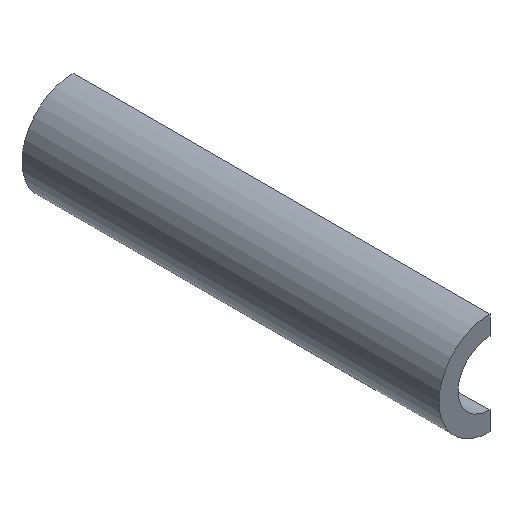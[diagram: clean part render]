
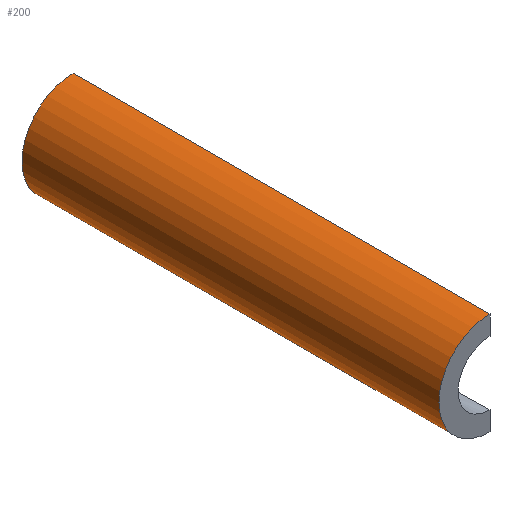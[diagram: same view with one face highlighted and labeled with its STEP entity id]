
A CAD part, isometric view. The second image highlights one B-rep face of the part: STEP entity #200.
In plain terms, the highlighted cylindrical face has radius 6 mm (diameter 12 mm), a partial arc.
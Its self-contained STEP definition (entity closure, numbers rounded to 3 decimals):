
#16=CIRCLE('',#226,6.);
#17=CIRCLE('',#227,6.);
#20=CYLINDRICAL_SURFACE('',#225,6.);
#24=FACE_OUTER_BOUND('',#35,.T.);
#35=EDGE_LOOP('',(#150,#151,#152,#153));
#47=LINE('',#304,#70);
#51=LINE('',#313,#74);
#70=VECTOR('',#245,10.);
#74=VECTOR('',#251,10.);
#93=VERTEX_POINT('',#301);
#94=VERTEX_POINT('',#303);
#97=VERTEX_POINT('',#310);
#98=VERTEX_POINT('',#312);
#111=EDGE_CURVE('',#94,#93,#47,.T.);
#115=EDGE_CURVE('',#98,#97,#51,.T.);
#122=EDGE_CURVE('',#97,#94,#16,.T.);
#123=EDGE_CURVE('',#98,#93,#17,.T.);
#150=ORIENTED_EDGE('',*,*,#115,.T.);
#151=ORIENTED_EDGE('',*,*,#122,.T.);
#152=ORIENTED_EDGE('',*,*,#111,.T.);
#153=ORIENTED_EDGE('',*,*,#123,.F.);
#200=ADVANCED_FACE('',(#24),#20,.T.);
#225=AXIS2_PLACEMENT_3D('',#325,#260,#261);
#226=AXIS2_PLACEMENT_3D('',#326,#262,#263);
#227=AXIS2_PLACEMENT_3D('',#327,#264,#265);
#245=DIRECTION('',(0.,1.,0.));
#251=DIRECTION('',(0.,-1.,0.));
#260=DIRECTION('center_axis',(0.,1.,0.));
#261=DIRECTION('ref_axis',(-1.,0.,0.));
#262=DIRECTION('center_axis',(0.,1.,0.));
#263=DIRECTION('ref_axis',(1.,0.,0.));
#264=DIRECTION('center_axis',(0.,1.,0.));
#265=DIRECTION('ref_axis',(-1.,0.,0.));
#301=CARTESIAN_POINT('',(0.,49.,6.));
#303=CARTESIAN_POINT('',(0.,0.,6.));
#304=CARTESIAN_POINT('',(0.,0.,6.));
#310=CARTESIAN_POINT('',(0.,0.,-6.));
#312=CARTESIAN_POINT('',(0.,49.,-6.));
#313=CARTESIAN_POINT('',(0.,0.,-6.));
#325=CARTESIAN_POINT('Origin',(0.,0.,0.));
#326=CARTESIAN_POINT('Origin',(0.,0.,0.));
#327=CARTESIAN_POINT('Origin',(0.,49.,0.));
